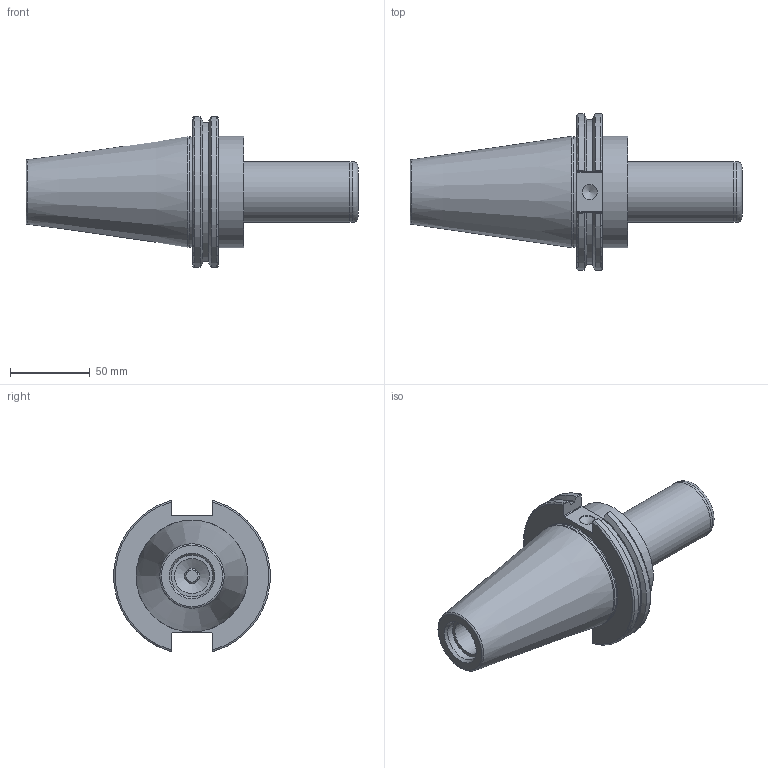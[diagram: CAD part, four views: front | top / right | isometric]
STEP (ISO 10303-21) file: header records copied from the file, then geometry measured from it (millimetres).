
FILE_DESCRIPTION(/* description */ ('','CAx-IF Rec.Pracs.---Representation and Presentation of Product Manufacturing Information (PMI)---4.0---2014-10-13'),/* implementation_level */ '2;1');
FILE_NAME(/* name */ 'QL014.stp',/* time_stamp */ '2025-03-26T10:10:39+09:00',/* author */ ('eos'),/* organization */ (''),/* preprocessor_version */ 'ST-DEVELOPER v20',/* originating_system */ 'Autodesk Inventor 2025',/* authorisation */ '');
FILE_SCHEMA (('AP242_MANAGED_MODEL_BASED_3D_ENGINEERING_MIM_LF { 1 0 10303 442 1 1 4 }'));
Products named in the file (6): LO-CAT50-SSH25.4-101.6; CAT50; SSH25.4-CAP; SSH25.4-DRIVE KEY; ISO 8752 - 3 x 10  A; ANSI B18.3 - 3/8 - 16 UNC - 2 1/2 HS HCS
Assembly tree (4 placements, depth 2):
  LO-CAT50-SSH25.4-101.6
    CAT50
    SSH25.4-CAP
    SSH25.4-DRIVE KEY
    ISO 8752 - 3 x 10  A
  ANSI B18.3 - 3/8 - 16 UNC - 2 1/2 HS HCS
Bounding box: 208.35 x 98.06 x 94.69 mm (x, y, z)
Volume: 451243.9 mm3; surface area: 71330.8 mm2
Topology: 5 solids, 5 shells, 121 faces, 300 edges, 196 vertices
Faces by surface type: plane 63, cylinder 28, cone 18, torus 10, bspline 2
Full cylindrical faces by diameter (mm): 3 x2, 7.798 x1, 9.525 x2, 10 x1, 14.275 x1, 15.8 x1, 21.971 x1, 25.4 x1, 26.2 x1, 32 x1, 38.1 x2, 69.25 x1, 69.85 x1
Entity records: 4988 total; most frequent: CARTESIAN_POINT 1247, DIRECTION 713, ORIENTED_EDGE 592, EDGE_CURVE 296, AXIS2_PLACEMENT_3D 282, VERTEX_POINT 196, STYLED_ITEM 166, LINE 149
